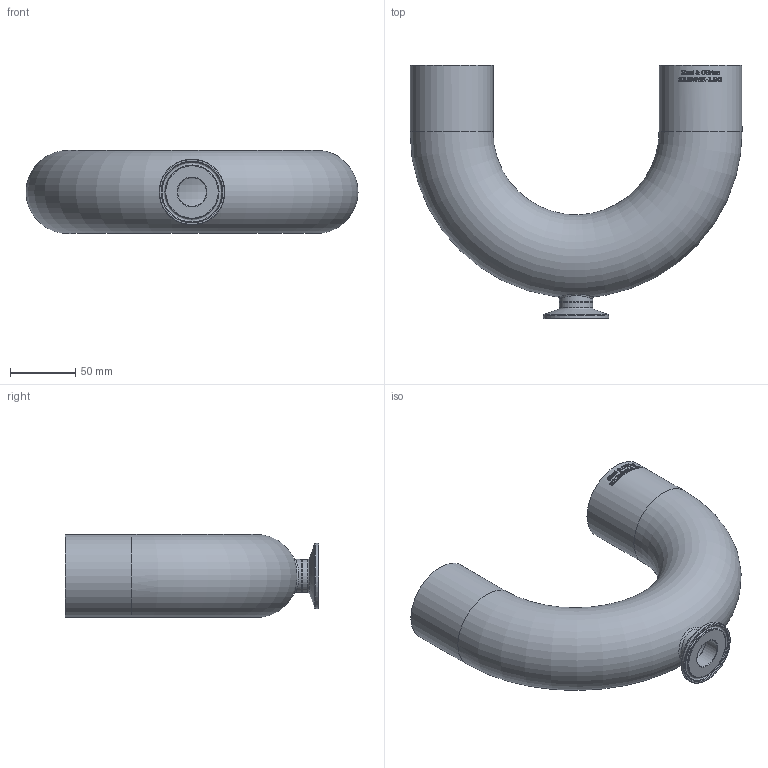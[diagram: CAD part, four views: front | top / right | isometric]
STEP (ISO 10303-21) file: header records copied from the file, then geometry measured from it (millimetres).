
FILE_DESCRIPTION(/* description */ (''),/* implementation_level */ '2;1');
FILE_NAME(/* name */ 'S2UBWWK-25X1.stp',/* time_stamp */ '2018-11-26T15:46:30-05:00',/* author */ ('rick'),/* organization */ (''),/* preprocessor_version */ 'ST-DEVELOPER v15.2',/* originating_system */ 'Autodesk Inventor 2014',/* authorisation */ '');
FILE_SCHEMA (('AUTOMOTIVE_DESIGN { 1 0 10303 214 3 1 1 }'));
Length unit declared in the file: inch
Products named in the file (1): S2UBWWK-25X1
Bounding box: 254 x 193.68 x 63.5 mm (x, y, z)
Volume: 136870.8 mm3; surface area: 161460.7 mm2
Topology: 1 solids, 1 shells, 447 faces, 1202 edges, 798 vertices
Faces by surface type: bspline 194, plane 193, cylinder 46, torus 11, cone 3
Full cylindrical faces by diameter (mm): 22.098 x2, 25.4 x2, 50.394 x1, 60.198 x2, 63.5 x2
Entity records: 17599 total; most frequent: CARTESIAN_POINT 7516, ORIENTED_EDGE 2344, DIRECTION 1560, EDGE_CURVE 1172, VERTEX_POINT 791, AXIS2_PLACEMENT_3D 523, EDGE_LOOP 515, LINE 514
